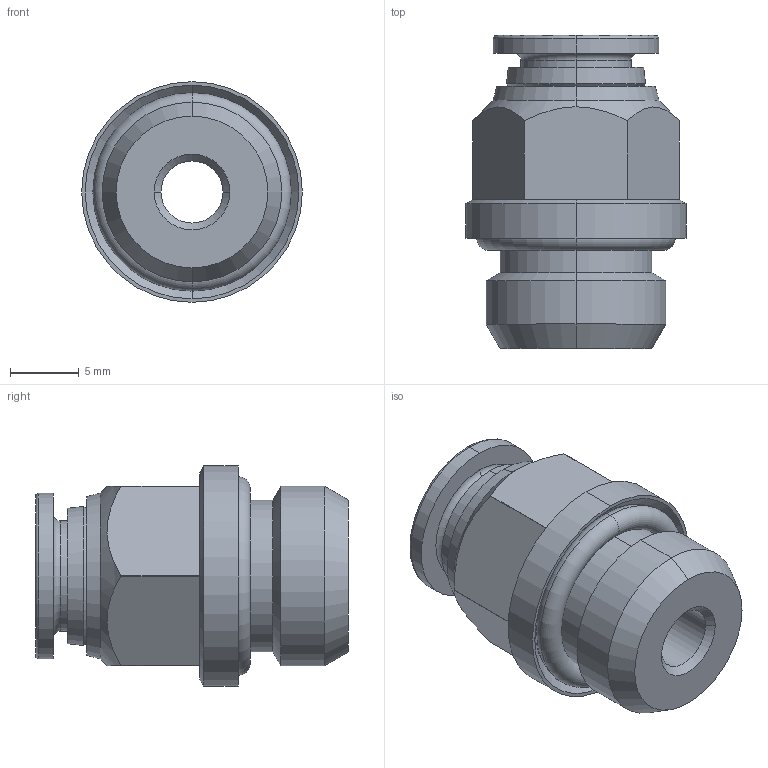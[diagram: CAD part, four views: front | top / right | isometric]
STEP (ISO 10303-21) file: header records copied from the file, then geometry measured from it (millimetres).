
FILE_DESCRIPTION (( 'STEP AP214' ), '1' );
FILE_NAME ('5902000004A.STEP', '2016-05-12T13:51:54', ( '' ), ( '' ), 'SwSTEP 2.0', 'SolidWorks 2016', '' );
FILE_SCHEMA (( 'AUTOMOTIVE_DESIGN' ));
Length unit declared in the file: millimetre
Products named in the file (1): 5902000004A
Bounding box: 16 x 22.7 x 16 mm (x, y, z)
Surface area: 2022.5 mm2 (no closed solid volume)
Topology: 0 solids, 5 shells, 111 faces, 273 edges, 174 vertices
Faces by surface type: plane 33, bspline 28, cone 20, cylinder 20, torus 10
Entity records: 5773 total; most frequent: CARTESIAN_POINT 2039, ORIENTED_EDGE 526, DIRECTION 473, EDGE_CURVE 273, AXIS2_PLACEMENT_3D 180, VERTEX_POINT 174, EDGE_LOOP 124, LINE 113
